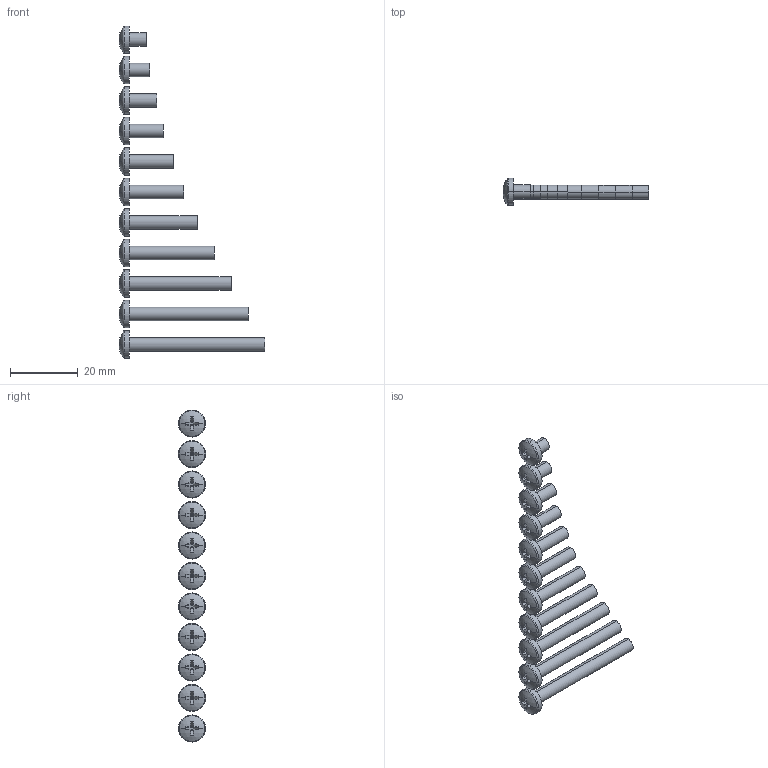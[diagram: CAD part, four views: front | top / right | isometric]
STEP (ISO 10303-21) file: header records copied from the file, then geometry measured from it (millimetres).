
FILE_DESCRIPTION (( 'STEP AP214' ), '1' );
FILE_NAME ('Screws M4 Phillips Pan Head Machine Screws.STEP', '2023-03-29T04:59:13', ( '' ), ( '' ), 'SwSTEP 2.0', 'SolidWorks 2022', '' );
FILE_SCHEMA (( 'AUTOMOTIVE_DESIGN' ));
Length unit declared in the file: millimetre
Products named in the file (12): M4x5 Screw head; M4x20 Screw head; M4x40 Screw head; M4x6 Screw head; Screws M4 Phillips Pan Head Machine Screws; M4x25 Screw head; M4x8 Screw head; M4x10 Screw head; M4x16 Screw head; M4x30 Screw head; M4x13 Screw head; M4x35 Screw head
Assembly tree (11 placements, depth 2):
  Screws M4 Phillips Pan Head Machine Screws
    M4x5 Screw head
    M4x6 Screw head
    M4x8 Screw head
    M4x10 Screw head
    M4x13 Screw head
    M4x16 Screw head
    M4x20 Screw head
    M4x25 Screw head
    M4x30 Screw head
    M4x35 Screw head
    M4x40 Screw head
Bounding box: 43.07 x 8 x 98 mm (x, y, z)
Volume: 3883.5 mm3; surface area: 4430.4 mm2
Topology: 11 solids, 11 shells, 253 faces, 550 edges, 330 vertices
Faces by surface type: plane 165, cylinder 44, torus 22, sphere 22
Entity records: 10223 total; most frequent: DIRECTION 1414, CARTESIAN_POINT 1147, ORIENTED_EDGE 1100, AXIS2_PLACEMENT_3D 597, EDGE_CURVE 550, VERTEX_POINT 330, CIRCLE 330, UNCERTAINTY_MEASURE_WITH_UNIT 287
